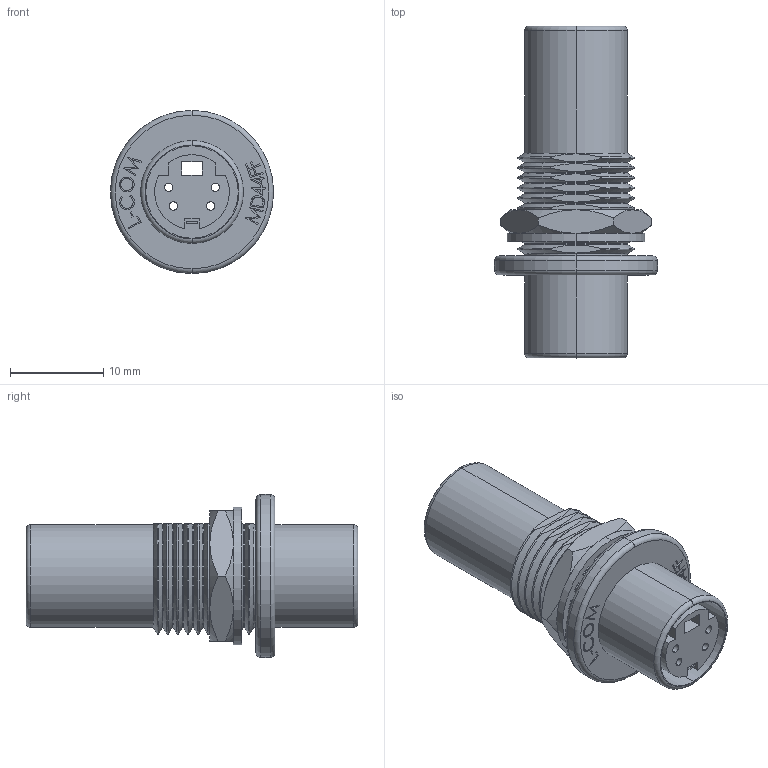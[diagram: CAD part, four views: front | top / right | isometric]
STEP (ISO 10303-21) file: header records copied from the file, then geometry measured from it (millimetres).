
FILE_DESCRIPTION (( 'STEP AP214' ), '1' );
FILE_NAME ('MD44FF.STEP', '2019-06-27T19:46:21', ( '' ), ( '' ), 'SwSTEP 2.0', 'SolidWorks 2018', '' );
FILE_SCHEMA (( 'AUTOMOTIVE_DESIGN' ));
Length unit declared in the file: inch
Products named in the file (5): MD44FF; MD44FF-MA2_no pin marking; 3AB10-003_MD44FF; 3AA03-005; 3AA02-008
Assembly tree (4 placements, depth 2):
  MD44FF
    3AB10-003_MD44FF
    MD44FF-MA2_no pin marking
    3AA03-005
    3AA02-008
Bounding box: 17.48 x 35.56 x 17.48 mm (x, y, z)
Volume: 3071.6 mm3; surface area: 5359 mm2
Topology: 4 solids, 4 shells, 394 faces, 1015 edges, 650 vertices
Faces by surface type: plane 201, cylinder 89, cone 52, torus 28, bspline 24
Entity records: 14277 total; most frequent: CARTESIAN_POINT 4366, ORIENTED_EDGE 2030, DIRECTION 1893, EDGE_CURVE 1015, VERTEX_POINT 650, AXIS2_PLACEMENT_3D 633, VECTOR 627, LINE 627
